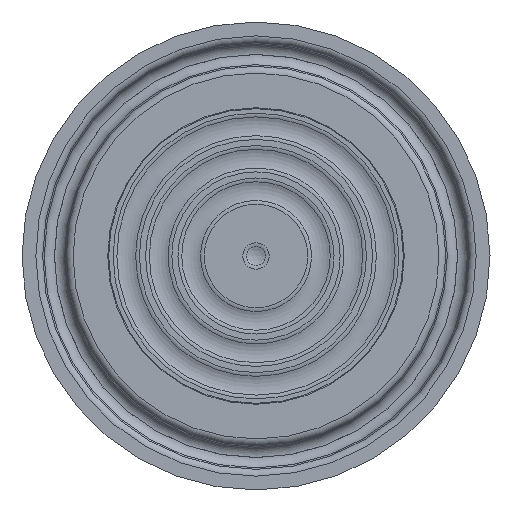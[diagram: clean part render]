
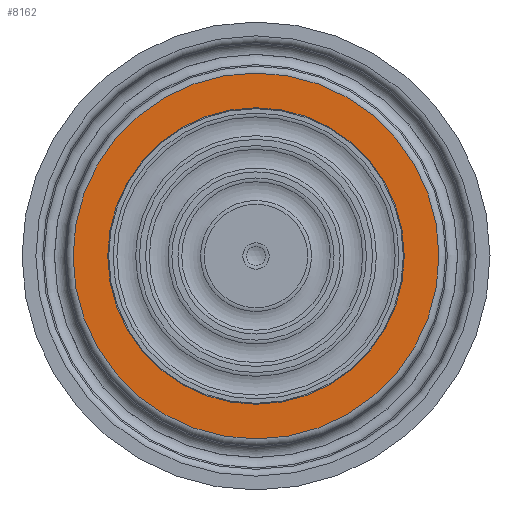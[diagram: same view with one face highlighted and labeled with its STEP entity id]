
A CAD part, left-side view. The second image highlights one B-rep face of the part: STEP entity #8162.
In plain terms, the highlighted planar face has unit normal (-1, 0, 0).
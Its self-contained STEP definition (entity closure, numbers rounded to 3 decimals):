
#1068=FACE_BOUND('',#2127,.T.);
#1127=PLANE('',#8582);
#1607=FACE_OUTER_BOUND('',#2126,.T.);
#2126=EDGE_LOOP('',(#7458));
#2127=EDGE_LOOP('',(#7459));
#3082=CIRCLE('',#8577,16.);
#3085=CIRCLE('',#8583,19.742);
#3892=VERTEX_POINT('',#26584);
#3894=VERTEX_POINT('',#26593);
#5091=EDGE_CURVE('',#3892,#3892,#3082,.T.);
#5095=EDGE_CURVE('',#3894,#3894,#3085,.T.);
#7458=ORIENTED_EDGE('',*,*,#5095,.F.);
#7459=ORIENTED_EDGE('',*,*,#5091,.T.);
#8162=ADVANCED_FACE('',(#1607,#1068),#1127,.T.);
#8577=AXIS2_PLACEMENT_3D('',#26585,#9665,#9666);
#8582=AXIS2_PLACEMENT_3D('',#26592,#9676,#9677);
#8583=AXIS2_PLACEMENT_3D('',#26594,#9678,#9679);
#9665=DIRECTION('center_axis',(1.,0.,0.));
#9666=DIRECTION('ref_axis',(0.,1.,0.));
#9676=DIRECTION('center_axis',(-1.,0.,0.));
#9677=DIRECTION('ref_axis',(0.,0.,1.));
#9678=DIRECTION('center_axis',(1.,0.,0.));
#9679=DIRECTION('ref_axis',(0.,0.,-1.));
#26584=CARTESIAN_POINT('',(0.,-16.,0.));
#26585=CARTESIAN_POINT('Origin',(0.,0.,
0.));
#26592=CARTESIAN_POINT('Origin',(0.,19.742,
0.));
#26593=CARTESIAN_POINT('',(0.,0.,19.742));
#26594=CARTESIAN_POINT('Origin',(0.,0.,0.));
